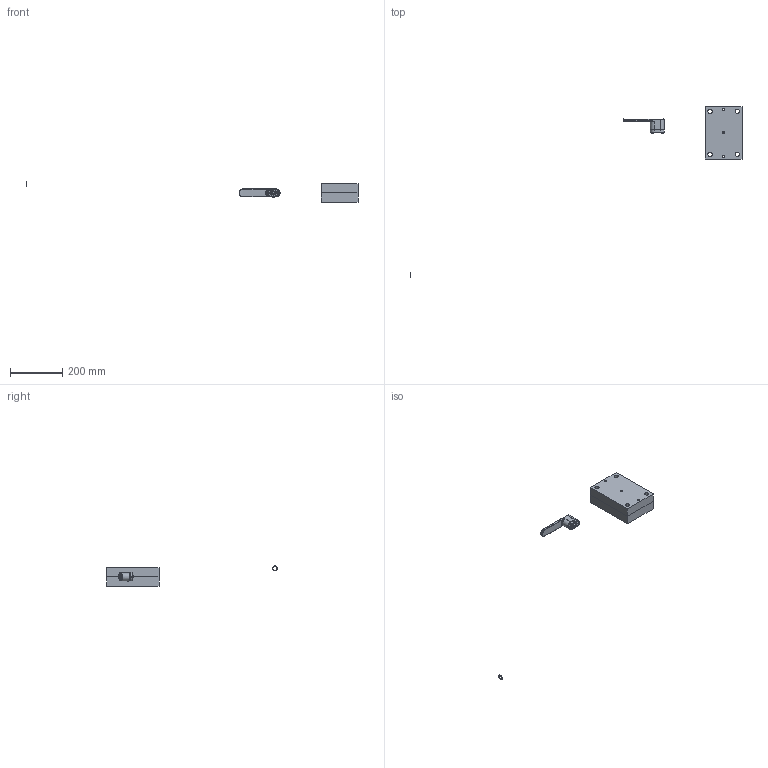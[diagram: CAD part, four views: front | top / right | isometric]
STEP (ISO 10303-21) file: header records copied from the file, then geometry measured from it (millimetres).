
FILE_DESCRIPTION(/* description */ (''),/* implementation_level */ '2;1');
FILE_NAME(/* name */ '带圈分体执手.prt.step',/* time_stamp */ '2023-02-22T23:49:28+08:00',/* author */ (''),/* organization */ (''),/* preprocessor_version */ 'ST-DEVELOPER v16',/* originating_system */ 'SIEMENS PLM Software NX 10.0',/* authorisation */ '');
FILE_SCHEMA (('AUTOMOTIVE_DESIGN { 1 0 10303 214 3 1 1 1 }'));
Length unit declared in the file: millimetre
Products named in the file (1): 带圈分体执手
Bounding box: 1266.96 x 651.81 x 77 mm (x, y, z)
Volume: 1921033.1 mm3; surface area: 219305.1 mm2
Topology: 10 solids, 13 shells, 550 faces, 1451 edges, 950 vertices
Faces by surface type: plane 255, cone 140, cylinder 96, torus 33, bspline 20, sphere 4, extrusion 2
Full cylindrical faces by diameter (mm): 3.518 x3, 4.522 x4, 6 x1, 7.537 x6, 8 x5, 10 x4, 15 x4, 15.879 x1, 16 x8, 19 x4
Entity records: 21416 total; most frequent: CARTESIAN_POINT 7889, ORIENTED_EDGE 2790, DIRECTION 2744, EDGE_CURVE 1395, AXIS2_PLACEMENT_3D 1062, VERTEX_POINT 944, EDGE_LOOP 685, VECTOR 620
